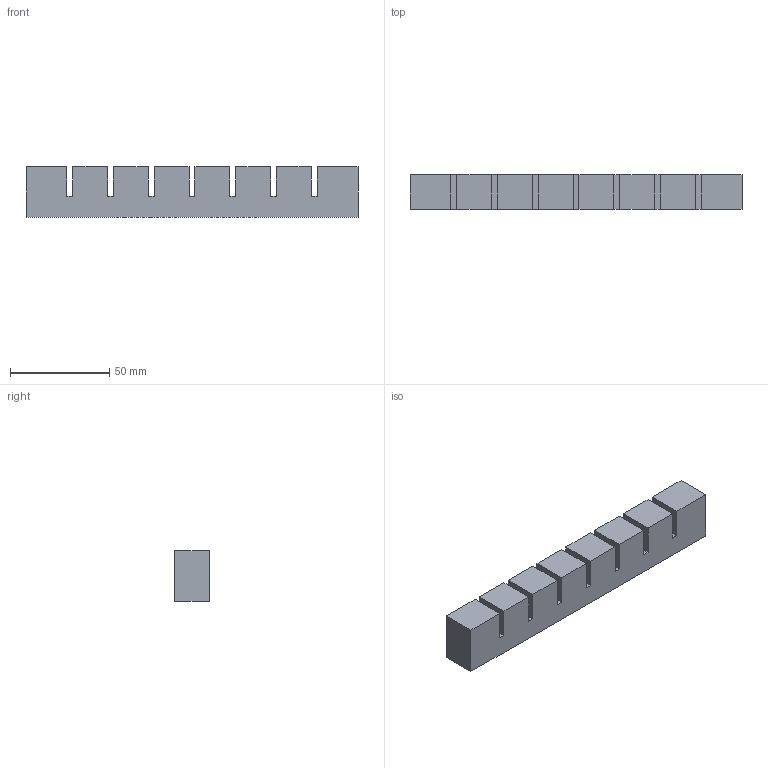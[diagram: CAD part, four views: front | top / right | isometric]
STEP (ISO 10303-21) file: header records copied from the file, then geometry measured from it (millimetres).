
FILE_DESCRIPTION (( 'STEP AP203' ), '1' );
FILE_NAME ('Run2.STEP', '2023-11-09T06:44:10', ( '' ), ( '' ), 'SwSTEP 2.0', 'SolidWorks 2018', '' );
FILE_SCHEMA (( 'CONFIG_CONTROL_DESIGN' ));
Length unit declared in the file: millimetre
Products named in the file (1): Run2
Bounding box: 167 x 17.5 x 25.5 mm (x, y, z)
Volume: 57151.3 mm3; surface area: 25167.5 mm2
Topology: 1 solids, 2 shells, 96 faces, 276 edges, 184 vertices
Faces by surface type: plane 96
Entity records: 3155 total; most frequent: CARTESIAN_POINT 557, ORIENTED_EDGE 552, DIRECTION 470, VECTOR 276, EDGE_CURVE 276, LINE 276, VERTEX_POINT 184, AXIS2_PLACEMENT_3D 97
